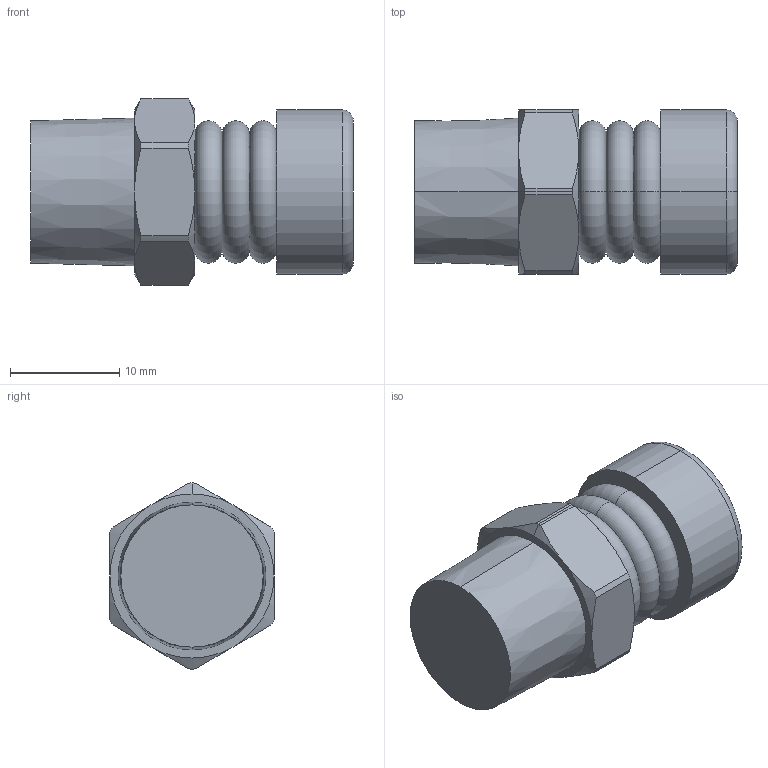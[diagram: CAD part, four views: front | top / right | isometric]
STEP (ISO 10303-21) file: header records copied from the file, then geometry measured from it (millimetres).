
FILE_DESCRIPTION (( 'STEP AP214' ), '1' );
FILE_NAME ('AZ-SVR3.STEP', '2020-03-31T06:32:48', ( '' ), ( '' ), 'SwSTEP 2.0', 'SolidWorks 2020', '' );
FILE_SCHEMA (( 'AUTOMOTIVE_DESIGN' ));
Length unit declared in the file: millimetre
Products named in the file (1): AZ-SVR3
Bounding box: 29.5 x 15 x 17 mm (x, y, z)
Volume: 4460.8 mm3; surface area: 1995.7 mm2
Topology: 1 solids, 1 shells, 47 faces, 104 edges, 63 vertices
Faces by surface type: cone 16, plane 12, cylinder 11, torus 8
Entity records: 1526 total; most frequent: CARTESIAN_POINT 351, DIRECTION 235, ORIENTED_EDGE 208, AXIS2_PLACEMENT_3D 107, EDGE_CURVE 104, VERTEX_POINT 63, CIRCLE 59, EDGE_LOOP 51
